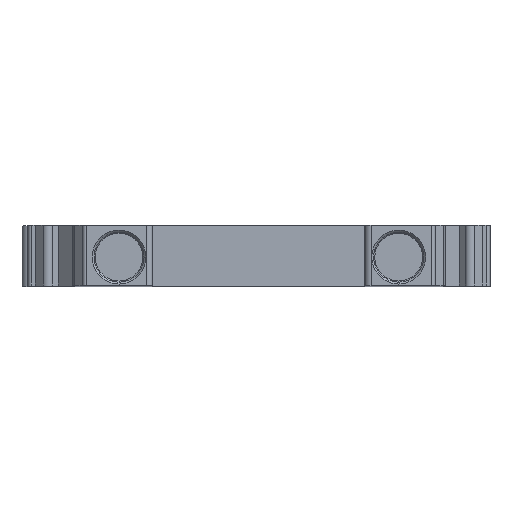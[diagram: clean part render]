
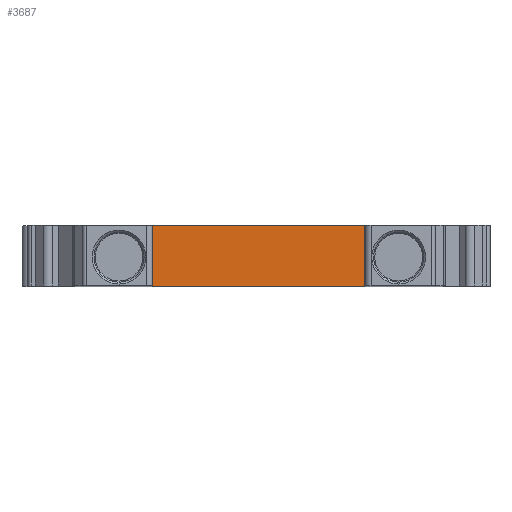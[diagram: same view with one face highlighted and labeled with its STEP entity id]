
A CAD part, top view. The second image highlights one B-rep face of the part: STEP entity #3687.
In plain terms, the highlighted planar face has unit normal (0, 0, 1).
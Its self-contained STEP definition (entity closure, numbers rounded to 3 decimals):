
#184=ORIENTED_EDGE('',*,*,#996,.T.);
#185=ORIENTED_EDGE('',*,*,#997,.F.);
#186=ORIENTED_EDGE('',*,*,#998,.F.);
#187=ORIENTED_EDGE('',*,*,#999,.F.);
#996=EDGE_CURVE('',#1401,#1402,#1675,.T.);
#997=EDGE_CURVE('',#1403,#1402,#1676,.T.);
#998=EDGE_CURVE('',#1404,#1403,#1677,.T.);
#999=EDGE_CURVE('',#1401,#1404,#1678,.T.);
#1401=VERTEX_POINT('',#4898);
#1402=VERTEX_POINT('',#4899);
#1403=VERTEX_POINT('',#4901);
#1404=VERTEX_POINT('',#4903);
#1675=LINE('',#4897,#1986);
#1676=LINE('',#4900,#1987);
#1677=LINE('',#4902,#1988);
#1678=LINE('',#4904,#1989);
#1986=VECTOR('',#4102,1000.);
#1987=VECTOR('',#4103,1000.);
#1988=VECTOR('',#4104,1000.);
#1989=VECTOR('',#4105,1000.);
#2289=EDGE_LOOP('',(#184,#185,#186,#187));
#2440=FACE_BOUND('',#2289,.T.);
#2591=PLANE('',#3837);
#3687=ADVANCED_FACE('',(#2440),#2591,.T.);
#3837=AXIS2_PLACEMENT_3D('',#4896,#4100,#4101);
#4100=DIRECTION('',(0.,0.,1.));
#4101=DIRECTION('',(1.,0.,0.));
#4102=DIRECTION('',(0.,-1.,0.));
#4103=DIRECTION('',(-1.,0.,0.));
#4104=DIRECTION('',(0.,-1.,0.));
#4105=DIRECTION('',(1.,0.,0.));
#4896=CARTESIAN_POINT('',(14.,76.278,15.4));
#4897=CARTESIAN_POINT('',(-14.,76.278,15.4));
#4898=CARTESIAN_POINT('',(-14.,0.,15.4));
#4899=CARTESIAN_POINT('',(-14.,-8.,15.4));
#4900=CARTESIAN_POINT('',(14.,-8.,15.4));
#4901=CARTESIAN_POINT('',(14.,-8.,15.4));
#4902=CARTESIAN_POINT('',(14.,76.278,15.4));
#4903=CARTESIAN_POINT('',(14.,0.,15.4));
#4904=CARTESIAN_POINT('',(0.,0.,15.4));
